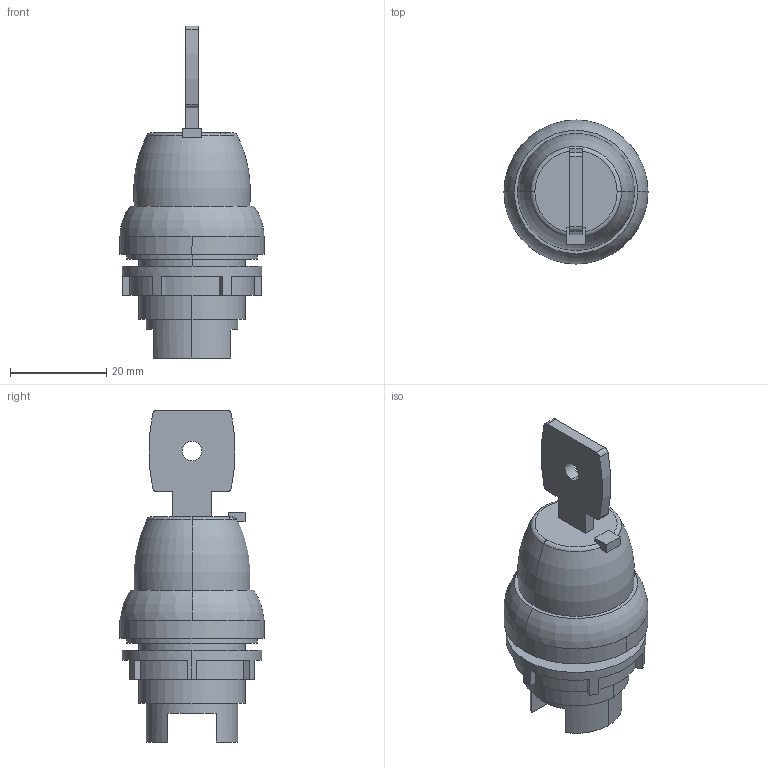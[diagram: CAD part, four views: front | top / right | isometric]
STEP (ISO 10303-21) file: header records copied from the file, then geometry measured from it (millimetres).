
FILE_DESCRIPTION(('STEP AP214'),'1');
FILE_NAME('bouton_023952.stp','2019-01-09T08:03:47',('TraceParts'),('TraceParts S.A.'),'Spatial InterOp 3D',' ',' ');
FILE_SCHEMA(('automotive_design'));
Length unit declared in the file: millimetre
Products named in the file (2): bouton_023952_1; bouton_023952_2
Bounding box: 29.9 x 29.9 x 68.9 mm (x, y, z)
Volume: 21394.3 mm3; surface area: 6999.4 mm2
Topology: 2 solids, 2 shells, 76 faces, 201 edges, 134 vertices
Faces by surface type: plane 43, cylinder 26, torus 7
Entity records: 2476 total; most frequent: CARTESIAN_POINT 465, DIRECTION 442, ORIENTED_EDGE 402, EDGE_CURVE 201, AXIS2_PLACEMENT_3D 167, VERTEX_POINT 134, LINE 108, VECTOR 108
